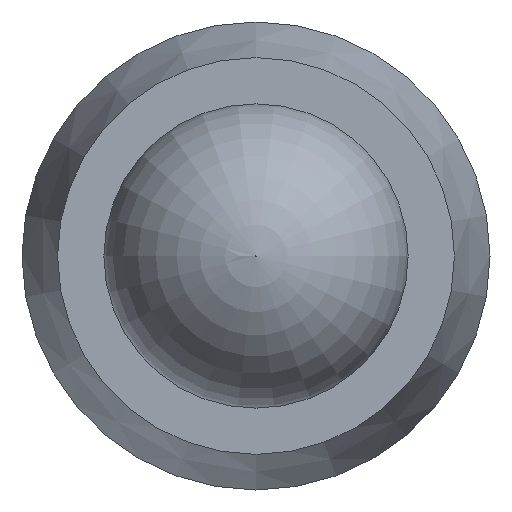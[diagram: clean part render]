
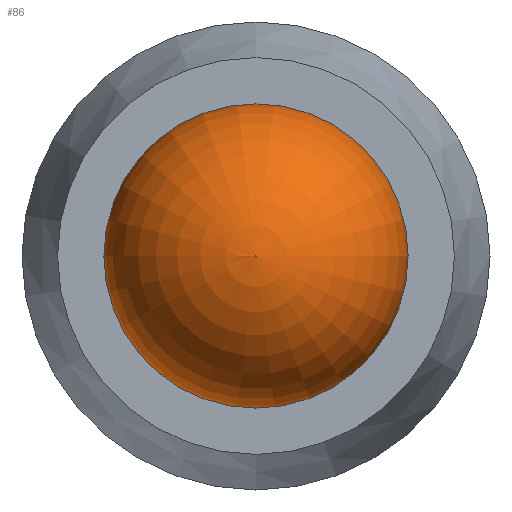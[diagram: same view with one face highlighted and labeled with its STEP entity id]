
A CAD part, left-side view. The second image highlights one B-rep face of the part: STEP entity #86.
In plain terms, the highlighted toroidal (fillet/blend) face has major radius 0.01 mm and minor radius 0.211 mm.
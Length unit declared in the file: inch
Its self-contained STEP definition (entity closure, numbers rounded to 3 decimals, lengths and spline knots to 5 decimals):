
#4 = DIRECTION ( 'NONE',  ( 0., 1., 0. ) ) ;
#6 = CARTESIAN_POINT ( 'NONE',  ( -0.45, 0., 0. ) ) ;
#12 = CARTESIAN_POINT ( 'NONE',  ( -0.44171, 0., 0. ) ) ;
#33 = DIRECTION ( 'NONE',  ( 1., 0., 0. ) ) ;
#38 = AXIS2_PLACEMENT_3D ( 'NONE', #65, #193, #69 ) ;
#65 = CARTESIAN_POINT ( 'NONE',  ( -0.44171, 0., 0. ) ) ;
#69 = DIRECTION ( 'NONE',  ( 0., 1., 0. ) ) ;
#76 = EDGE_LOOP ( 'NONE', ( #175 ) ) ;
#86 = ADVANCED_FACE ( 'NONE', ( #164, #182 ), #101, .T. ) ;
#97 = DIRECTION ( 'NONE',  ( 0., 1., 0. ) ) ;
#101 = TOROIDAL_SURFACE ( 'NONE', #38, -0.0004, 0.0083 ) ;
#106 = EDGE_CURVE ( 'NONE', #139, #139, #153, .T. ) ;
#107 = CARTESIAN_POINT ( 'NONE',  ( -0.45, 0.00005, 0. ) ) ;
#125 = VERTEX_POINT ( 'NONE', #107 ) ;
#131 = EDGE_CURVE ( 'NONE', #125, #125, #204, .T. ) ;
#137 = DIRECTION ( 'NONE',  ( 1., 0., 0. ) ) ;
#139 = VERTEX_POINT ( 'NONE', #201 ) ;
#153 = CIRCLE ( 'NONE', #181, 0.0079 ) ;
#164 = FACE_OUTER_BOUND ( 'NONE', #76, .T. ) ;
#169 = AXIS2_PLACEMENT_3D ( 'NONE', #6, #137, #4 ) ;
#173 = EDGE_LOOP ( 'NONE', ( #188 ) ) ;
#175 = ORIENTED_EDGE ( 'NONE', *, *, #106, .F. ) ;
#181 = AXIS2_PLACEMENT_3D ( 'NONE', #12, #33, #97 ) ;
#182 = FACE_OUTER_BOUND ( 'NONE', #173, .T. ) ;
#188 = ORIENTED_EDGE ( 'NONE', *, *, #131, .T. ) ;
#193 = DIRECTION ( 'NONE',  ( 1., 0., 0. ) ) ;
#201 = CARTESIAN_POINT ( 'NONE',  ( -0.44171, 0.0079, 0. ) ) ;
#204 = CIRCLE ( 'NONE', #169, 0.00005 ) ;
